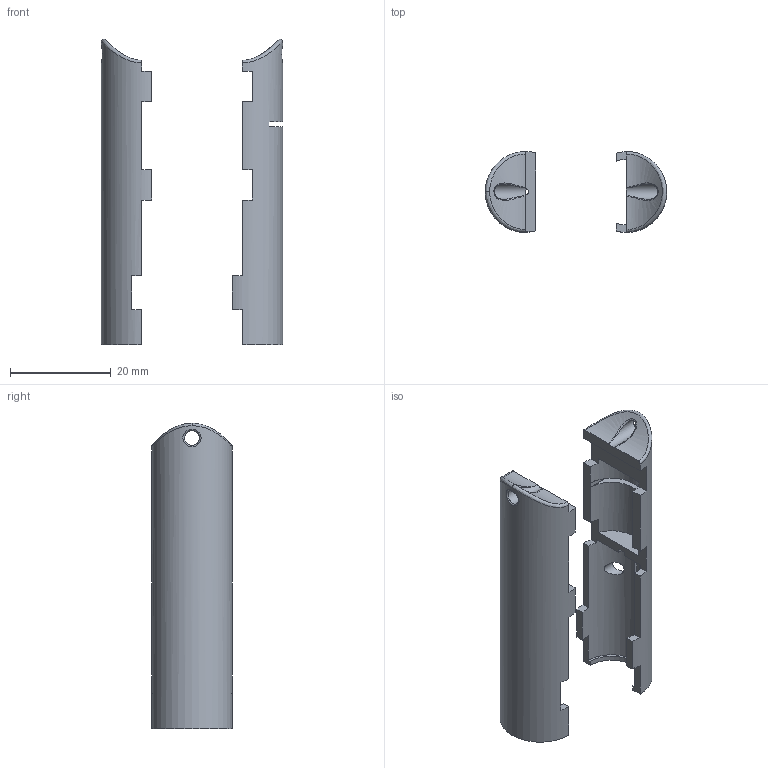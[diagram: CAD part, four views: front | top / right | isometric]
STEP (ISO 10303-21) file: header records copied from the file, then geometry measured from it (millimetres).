
FILE_DESCRIPTION(/* description */ (''),/* implementation_level */ '2;1');
FILE_NAME(/* name */ 'Perkele_Blaster_420 v9.step',/* time_stamp */ '2021-06-17T21:01:57+02:00',/* author */ (''),/* organization */ (''),/* preprocessor_version */ 'ST-DEVELOPER v18.1',/* originating_system */ 'Autodesk Translation Framework v10.9.0.1377',/* authorisation */ '');
FILE_SCHEMA (('AUTOMOTIVE_DESIGN { 1 0 10303 214 3 1 1 }'));
Length unit declared in the file: millimetre
Products named in the file (1): Perkele_Blaster_420
Bounding box: 36 x 16 x 60.68 mm (x, y, z)
Volume: 5460.3 mm3; surface area: 6486.1 mm2
Topology: 2 solids, 2 shells, 111 faces, 336 edges, 221 vertices
Faces by surface type: plane 86, cylinder 15, bspline 10
Full cylindrical faces by diameter (mm): 1.2 x1, 1.25 x1, 3 x3
Entity records: 5111 total; most frequent: CARTESIAN_POINT 2058, ORIENTED_EDGE 672, DIRECTION 591, EDGE_CURVE 336, VERTEX_POINT 221, LINE 215, VECTOR 215, AXIS2_PLACEMENT_3D 188
